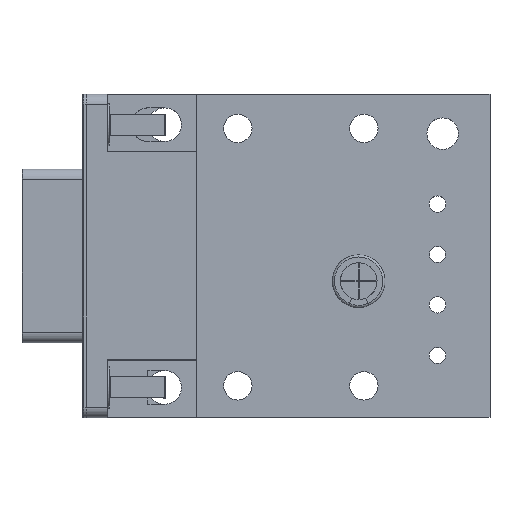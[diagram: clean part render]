
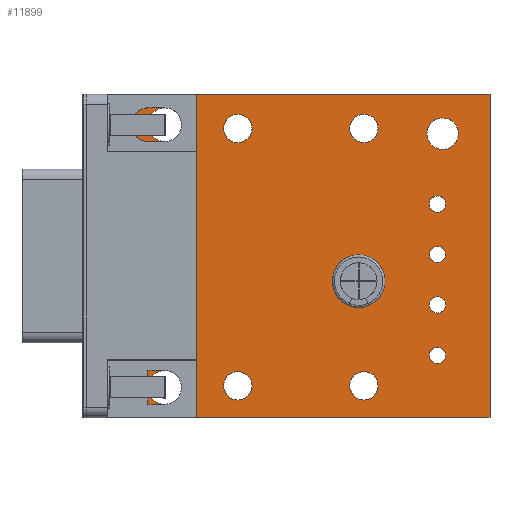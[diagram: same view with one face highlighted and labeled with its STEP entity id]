
A CAD part, top view. The second image highlights one B-rep face of the part: STEP entity #11899.
In plain terms, the highlighted planar face has unit normal (0, 0, 1).
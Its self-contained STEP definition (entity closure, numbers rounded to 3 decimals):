
#11545 = VERTEX_POINT('',#11546);
#11546 = CARTESIAN_POINT('',(105.,-74.5,1.6));
#11552 = EDGE_CURVE('',#11545,#11553,#11555,.T.);
#11553 = VERTEX_POINT('',#11554);
#11554 = CARTESIAN_POINT('',(66.5,-74.5,1.6));
#11555 = LINE('',#11556,#11557);
#11556 = CARTESIAN_POINT('',(105.,-74.5,1.6));
#11557 = VECTOR('',#11558,1.);
#11558 = DIRECTION('',(-1.,0.,0.));
#11585 = VERTEX_POINT('',#11586);
#11586 = CARTESIAN_POINT('',(105.,-43.75,1.6));
#11592 = EDGE_CURVE('',#11585,#11545,#11593,.T.);
#11593 = LINE('',#11594,#11595);
#11594 = CARTESIAN_POINT('',(105.,-43.75,1.6));
#11595 = VECTOR('',#11596,1.);
#11596 = DIRECTION('',(0.,-1.,0.));
#11614 = EDGE_CURVE('',#11553,#11615,#11617,.T.);
#11615 = VERTEX_POINT('',#11616);
#11616 = CARTESIAN_POINT('',(66.5,-43.75,1.6));
#11617 = LINE('',#11618,#11619);
#11618 = CARTESIAN_POINT('',(66.5,-74.5,1.6));
#11619 = VECTOR('',#11620,1.);
#11620 = DIRECTION('',(0.,1.,0.));
#11899 = ADVANCED_FACE('',(#11900,#11911,#11922,#11933,#11944,#11955,
    #11966,#11977,#11988,#11999,#12010,#12021,#12032,#12043,#12054,
    #12065,#12076,#12087,#12098,#12109,#12120,#12131,#12142),#12153,.T.
  );
#11900 = FACE_BOUND('',#11901,.T.);
#11901 = EDGE_LOOP('',(#11902,#11903,#11904,#11910));
#11902 = ORIENTED_EDGE('',*,*,#11552,.F.);
#11903 = ORIENTED_EDGE('',*,*,#11592,.F.);
#11904 = ORIENTED_EDGE('',*,*,#11905,.F.);
#11905 = EDGE_CURVE('',#11615,#11585,#11906,.T.);
#11906 = LINE('',#11907,#11908);
#11907 = CARTESIAN_POINT('',(66.5,-43.75,1.6));
#11908 = VECTOR('',#11909,1.);
#11909 = DIRECTION('',(1.,0.,0.));
#11910 = ORIENTED_EDGE('',*,*,#11614,.F.);
#11911 = FACE_BOUND('',#11912,.T.);
#11912 = EDGE_LOOP('',(#11913));
#11913 = ORIENTED_EDGE('',*,*,#11914,.T.);
#11914 = EDGE_CURVE('',#11915,#11915,#11917,.T.);
#11915 = VERTEX_POINT('',#11916);
#11916 = CARTESIAN_POINT('',(74.04,-73.255,1.6));
#11917 = CIRCLE('',#11918,1.6);
#11918 = AXIS2_PLACEMENT_3D('',#11919,#11920,#11921);
#11919 = CARTESIAN_POINT('',(74.04,-71.655,1.6));
#11920 = DIRECTION('',(-0.,0.,-1.));
#11921 = DIRECTION('',(0.,-1.,-0.));
#11922 = FACE_BOUND('',#11923,.T.);
#11923 = EDGE_LOOP('',(#11924));
#11924 = ORIENTED_EDGE('',*,*,#11925,.T.);
#11925 = EDGE_CURVE('',#11926,#11926,#11928,.T.);
#11926 = VERTEX_POINT('',#11927);
#11927 = CARTESIAN_POINT('',(81.,-72.85,1.6));
#11928 = CIRCLE('',#11929,1.35);
#11929 = AXIS2_PLACEMENT_3D('',#11930,#11931,#11932);
#11930 = CARTESIAN_POINT('',(81.,-71.5,1.6));
#11931 = DIRECTION('',(-0.,0.,-1.));
#11932 = DIRECTION('',(-0.,-1.,0.));
#11933 = FACE_BOUND('',#11934,.T.);
#11934 = EDGE_LOOP('',(#11935));
#11935 = ORIENTED_EDGE('',*,*,#11936,.T.);
#11936 = EDGE_CURVE('',#11937,#11937,#11939,.T.);
#11937 = VERTEX_POINT('',#11938);
#11938 = CARTESIAN_POINT('',(74.34,-65.195,1.6));
#11939 = CIRCLE('',#11940,0.5);
#11940 = AXIS2_PLACEMENT_3D('',#11941,#11942,#11943);
#11941 = CARTESIAN_POINT('',(74.34,-64.695,1.6));
#11942 = DIRECTION('',(-0.,0.,-1.));
#11943 = DIRECTION('',(-0.,-1.,0.));
#11944 = FACE_BOUND('',#11945,.T.);
#11945 = EDGE_LOOP('',(#11946));
#11946 = ORIENTED_EDGE('',*,*,#11947,.T.);
#11947 = EDGE_CURVE('',#11948,#11948,#11950,.T.);
#11948 = VERTEX_POINT('',#11949);
#11949 = CARTESIAN_POINT('',(71.5,-63.81,1.6));
#11950 = CIRCLE('',#11951,0.5);
#11951 = AXIS2_PLACEMENT_3D('',#11952,#11953,#11954);
#11952 = CARTESIAN_POINT('',(71.5,-63.31,1.6));
#11953 = DIRECTION('',(-0.,0.,-1.));
#11954 = DIRECTION('',(-0.,-1.,0.));
#11955 = FACE_BOUND('',#11956,.T.);
#11956 = EDGE_LOOP('',(#11957));
#11957 = ORIENTED_EDGE('',*,*,#11958,.T.);
#11958 = EDGE_CURVE('',#11959,#11959,#11961,.T.);
#11959 = VERTEX_POINT('',#11960);
#11960 = CARTESIAN_POINT('',(74.34,-62.425,1.6));
#11961 = CIRCLE('',#11962,0.5);
#11962 = AXIS2_PLACEMENT_3D('',#11963,#11964,#11965);
#11963 = CARTESIAN_POINT('',(74.34,-61.925,1.6));
#11964 = DIRECTION('',(-0.,0.,-1.));
#11965 = DIRECTION('',(-0.,-1.,0.));
#11966 = FACE_BOUND('',#11967,.T.);
#11967 = EDGE_LOOP('',(#11968));
#11968 = ORIENTED_EDGE('',*,*,#11969,.T.);
#11969 = EDGE_CURVE('',#11970,#11970,#11972,.T.);
#11970 = VERTEX_POINT('',#11971);
#11971 = CARTESIAN_POINT('',(71.5,-61.04,1.6));
#11972 = CIRCLE('',#11973,0.5);
#11973 = AXIS2_PLACEMENT_3D('',#11974,#11975,#11976);
#11974 = CARTESIAN_POINT('',(71.5,-60.54,1.6));
#11975 = DIRECTION('',(-0.,0.,-1.));
#11976 = DIRECTION('',(-0.,-1.,0.));
#11977 = FACE_BOUND('',#11978,.T.);
#11978 = EDGE_LOOP('',(#11979));
#11979 = ORIENTED_EDGE('',*,*,#11980,.T.);
#11980 = EDGE_CURVE('',#11981,#11981,#11983,.T.);
#11981 = VERTEX_POINT('',#11982);
#11982 = CARTESIAN_POINT('',(74.34,-59.655,1.6));
#11983 = CIRCLE('',#11984,0.5);
#11984 = AXIS2_PLACEMENT_3D('',#11985,#11986,#11987);
#11985 = CARTESIAN_POINT('',(74.34,-59.155,1.6));
#11986 = DIRECTION('',(-0.,0.,-1.));
#11987 = DIRECTION('',(-0.,-1.,0.));
#11988 = FACE_BOUND('',#11989,.T.);
#11989 = EDGE_LOOP('',(#11990));
#11990 = ORIENTED_EDGE('',*,*,#11991,.T.);
#11991 = EDGE_CURVE('',#11992,#11992,#11994,.T.);
#11992 = VERTEX_POINT('',#11993);
#11993 = CARTESIAN_POINT('',(93.,-72.85,1.6));
#11994 = CIRCLE('',#11995,1.35);
#11995 = AXIS2_PLACEMENT_3D('',#11996,#11997,#11998);
#11996 = CARTESIAN_POINT('',(93.,-71.5,1.6));
#11997 = DIRECTION('',(-0.,0.,-1.));
#11998 = DIRECTION('',(-0.,-1.,0.));
#11999 = FACE_BOUND('',#12000,.T.);
#12000 = EDGE_LOOP('',(#12001));
#12001 = ORIENTED_EDGE('',*,*,#12002,.T.);
#12002 = EDGE_CURVE('',#12003,#12003,#12005,.T.);
#12003 = VERTEX_POINT('',#12004);
#12004 = CARTESIAN_POINT('',(100.005,-69.375,1.6));
#12005 = CIRCLE('',#12006,0.775);
#12006 = AXIS2_PLACEMENT_3D('',#12007,#12008,#12009);
#12007 = CARTESIAN_POINT('',(100.005,-68.6,1.6));
#12008 = DIRECTION('',(-0.,0.,-1.));
#12009 = DIRECTION('',(-0.,-1.,0.));
#12010 = FACE_BOUND('',#12011,.T.);
#12011 = EDGE_LOOP('',(#12012));
#12012 = ORIENTED_EDGE('',*,*,#12013,.T.);
#12013 = EDGE_CURVE('',#12014,#12014,#12016,.T.);
#12014 = VERTEX_POINT('',#12015);
#12015 = CARTESIAN_POINT('',(92.5,-62.945,1.6));
#12016 = CIRCLE('',#12017,0.4);
#12017 = AXIS2_PLACEMENT_3D('',#12018,#12019,#12020);
#12018 = CARTESIAN_POINT('',(92.5,-62.545,1.6));
#12019 = DIRECTION('',(-0.,0.,-1.));
#12020 = DIRECTION('',(-0.,-1.,0.));
#12021 = FACE_BOUND('',#12022,.T.);
#12022 = EDGE_LOOP('',(#12023));
#12023 = ORIENTED_EDGE('',*,*,#12024,.T.);
#12024 = EDGE_CURVE('',#12025,#12025,#12027,.T.);
#12025 = VERTEX_POINT('',#12026);
#12026 = CARTESIAN_POINT('',(92.5,-60.945,1.6));
#12027 = CIRCLE('',#12028,0.4);
#12028 = AXIS2_PLACEMENT_3D('',#12029,#12030,#12031);
#12029 = CARTESIAN_POINT('',(92.5,-60.545,1.6));
#12030 = DIRECTION('',(-0.,0.,-1.));
#12031 = DIRECTION('',(-0.,-1.,0.));
#12032 = FACE_BOUND('',#12033,.T.);
#12033 = EDGE_LOOP('',(#12034));
#12034 = ORIENTED_EDGE('',*,*,#12035,.T.);
#12035 = EDGE_CURVE('',#12036,#12036,#12038,.T.);
#12036 = VERTEX_POINT('',#12037);
#12037 = CARTESIAN_POINT('',(100.005,-64.575,1.6));
#12038 = CIRCLE('',#12039,0.775);
#12039 = AXIS2_PLACEMENT_3D('',#12040,#12041,#12042);
#12040 = CARTESIAN_POINT('',(100.005,-63.8,1.6));
#12041 = DIRECTION('',(-0.,0.,-1.));
#12042 = DIRECTION('',(-0.,-1.,0.));
#12043 = FACE_BOUND('',#12044,.T.);
#12044 = EDGE_LOOP('',(#12045));
#12045 = ORIENTED_EDGE('',*,*,#12046,.T.);
#12046 = EDGE_CURVE('',#12047,#12047,#12049,.T.);
#12047 = VERTEX_POINT('',#12048);
#12048 = CARTESIAN_POINT('',(71.5,-58.27,1.6));
#12049 = CIRCLE('',#12050,0.5);
#12050 = AXIS2_PLACEMENT_3D('',#12051,#12052,#12053);
#12051 = CARTESIAN_POINT('',(71.5,-57.77,1.6));
#12052 = DIRECTION('',(-0.,0.,-1.));
#12053 = DIRECTION('',(-0.,-1.,0.));
#12054 = FACE_BOUND('',#12055,.T.);
#12055 = EDGE_LOOP('',(#12056));
#12056 = ORIENTED_EDGE('',*,*,#12057,.T.);
#12057 = EDGE_CURVE('',#12058,#12058,#12060,.T.);
#12058 = VERTEX_POINT('',#12059);
#12059 = CARTESIAN_POINT('',(74.34,-56.885,1.6));
#12060 = CIRCLE('',#12061,0.5);
#12061 = AXIS2_PLACEMENT_3D('',#12062,#12063,#12064);
#12062 = CARTESIAN_POINT('',(74.34,-56.385,1.6));
#12063 = DIRECTION('',(-0.,0.,-1.));
#12064 = DIRECTION('',(-0.,-1.,0.));
#12065 = FACE_BOUND('',#12066,.T.);
#12066 = EDGE_LOOP('',(#12067));
#12067 = ORIENTED_EDGE('',*,*,#12068,.T.);
#12068 = EDGE_CURVE('',#12069,#12069,#12071,.T.);
#12069 = VERTEX_POINT('',#12070);
#12070 = CARTESIAN_POINT('',(71.5,-55.5,1.6));
#12071 = CIRCLE('',#12072,0.5);
#12072 = AXIS2_PLACEMENT_3D('',#12073,#12074,#12075);
#12073 = CARTESIAN_POINT('',(71.5,-55.,1.6));
#12074 = DIRECTION('',(-0.,0.,-1.));
#12075 = DIRECTION('',(-0.,-1.,0.));
#12076 = FACE_BOUND('',#12077,.T.);
#12077 = EDGE_LOOP('',(#12078));
#12078 = ORIENTED_EDGE('',*,*,#12079,.T.);
#12079 = EDGE_CURVE('',#12080,#12080,#12082,.T.);
#12080 = VERTEX_POINT('',#12081);
#12081 = CARTESIAN_POINT('',(74.34,-54.115,1.6));
#12082 = CIRCLE('',#12083,0.5);
#12083 = AXIS2_PLACEMENT_3D('',#12084,#12085,#12086);
#12084 = CARTESIAN_POINT('',(74.34,-53.615,1.6));
#12085 = DIRECTION('',(-0.,0.,-1.));
#12086 = DIRECTION('',(-0.,-1.,0.));
#12087 = FACE_BOUND('',#12088,.T.);
#12088 = EDGE_LOOP('',(#12089));
#12089 = ORIENTED_EDGE('',*,*,#12090,.T.);
#12090 = EDGE_CURVE('',#12091,#12091,#12093,.T.);
#12091 = VERTEX_POINT('',#12092);
#12092 = CARTESIAN_POINT('',(74.04,-48.255,1.6));
#12093 = CIRCLE('',#12094,1.6);
#12094 = AXIS2_PLACEMENT_3D('',#12095,#12096,#12097);
#12095 = CARTESIAN_POINT('',(74.04,-46.655,1.6));
#12096 = DIRECTION('',(-0.,0.,-1.));
#12097 = DIRECTION('',(0.,-1.,-0.));
#12098 = FACE_BOUND('',#12099,.T.);
#12099 = EDGE_LOOP('',(#12100));
#12100 = ORIENTED_EDGE('',*,*,#12101,.T.);
#12101 = EDGE_CURVE('',#12102,#12102,#12104,.T.);
#12102 = VERTEX_POINT('',#12103);
#12103 = CARTESIAN_POINT('',(81.,-48.35,1.6));
#12104 = CIRCLE('',#12105,1.35);
#12105 = AXIS2_PLACEMENT_3D('',#12106,#12107,#12108);
#12106 = CARTESIAN_POINT('',(81.,-47.,1.6));
#12107 = DIRECTION('',(-0.,0.,-1.));
#12108 = DIRECTION('',(-0.,-1.,0.));
#12109 = FACE_BOUND('',#12110,.T.);
#12110 = EDGE_LOOP('',(#12111));
#12111 = ORIENTED_EDGE('',*,*,#12112,.T.);
#12112 = EDGE_CURVE('',#12113,#12113,#12115,.T.);
#12113 = VERTEX_POINT('',#12114);
#12114 = CARTESIAN_POINT('',(100.005,-59.775,1.6));
#12115 = CIRCLE('',#12116,0.775);
#12116 = AXIS2_PLACEMENT_3D('',#12117,#12118,#12119);
#12117 = CARTESIAN_POINT('',(100.005,-59.,1.6));
#12118 = DIRECTION('',(-0.,0.,-1.));
#12119 = DIRECTION('',(-0.,-1.,0.));
#12120 = FACE_BOUND('',#12121,.T.);
#12121 = EDGE_LOOP('',(#12122));
#12122 = ORIENTED_EDGE('',*,*,#12123,.T.);
#12123 = EDGE_CURVE('',#12124,#12124,#12126,.T.);
#12124 = VERTEX_POINT('',#12125);
#12125 = CARTESIAN_POINT('',(100.005,-54.975,1.6));
#12126 = CIRCLE('',#12127,0.775);
#12127 = AXIS2_PLACEMENT_3D('',#12128,#12129,#12130);
#12128 = CARTESIAN_POINT('',(100.005,-54.2,1.6));
#12129 = DIRECTION('',(-0.,0.,-1.));
#12130 = DIRECTION('',(-0.,-1.,0.));
#12131 = FACE_BOUND('',#12132,.T.);
#12132 = EDGE_LOOP('',(#12133));
#12133 = ORIENTED_EDGE('',*,*,#12134,.T.);
#12134 = EDGE_CURVE('',#12135,#12135,#12137,.T.);
#12135 = VERTEX_POINT('',#12136);
#12136 = CARTESIAN_POINT('',(93.,-48.35,1.6));
#12137 = CIRCLE('',#12138,1.35);
#12138 = AXIS2_PLACEMENT_3D('',#12139,#12140,#12141);
#12139 = CARTESIAN_POINT('',(93.,-47.,1.6));
#12140 = DIRECTION('',(-0.,0.,-1.));
#12141 = DIRECTION('',(-0.,-1.,0.));
#12142 = FACE_BOUND('',#12143,.T.);
#12143 = EDGE_LOOP('',(#12144));
#12144 = ORIENTED_EDGE('',*,*,#12145,.T.);
#12145 = EDGE_CURVE('',#12146,#12146,#12148,.T.);
#12146 = VERTEX_POINT('',#12147);
#12147 = CARTESIAN_POINT('',(100.5,-49.,1.6));
#12148 = CIRCLE('',#12149,1.5);
#12149 = AXIS2_PLACEMENT_3D('',#12150,#12151,#12152);
#12150 = CARTESIAN_POINT('',(100.5,-47.5,1.6));
#12151 = DIRECTION('',(-0.,0.,-1.));
#12152 = DIRECTION('',(-0.,-1.,0.));
#12153 = PLANE('',#12154);
#12154 = AXIS2_PLACEMENT_3D('',#12155,#12156,#12157);
#12155 = CARTESIAN_POINT('',(0.,0.,1.6));
#12156 = DIRECTION('',(0.,0.,1.));
#12157 = DIRECTION('',(1.,0.,-0.));
